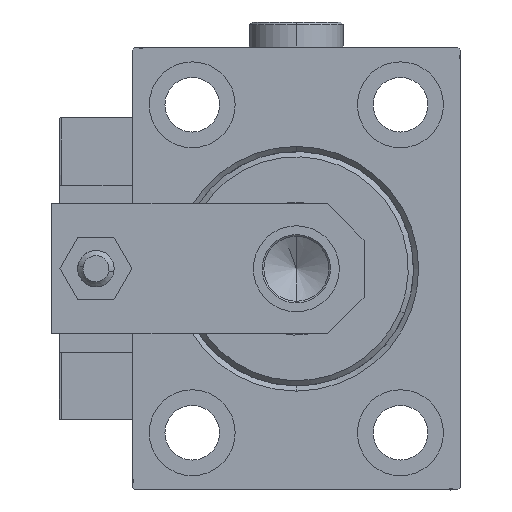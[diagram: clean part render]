
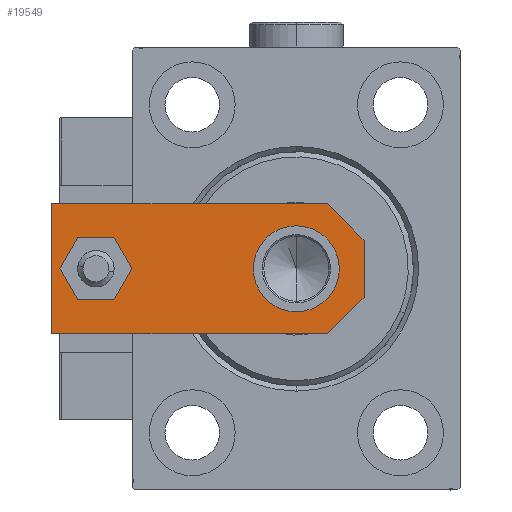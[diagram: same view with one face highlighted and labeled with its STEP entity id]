
A CAD part, left-side view. The second image highlights one B-rep face of the part: STEP entity #19549.
In plain terms, the highlighted face is planar.
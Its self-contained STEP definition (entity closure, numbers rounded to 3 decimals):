
#102 = CARTESIAN_POINT ( 'NONE',  ( 4., 51.5, 6. ) ) ;
#3237 = CIRCLE ( 'NONE', #44704, 8.25 ) ;
#4214 = LINE ( 'NONE', #47802, #15458 ) ;
#4551 = AXIS2_PLACEMENT_3D ( 'NONE', #7913, #19869, #8673 ) ;
#5288 = EDGE_CURVE ( 'NONE', #16000, #49565, #48928, .T. ) ;
#5294 = AXIS2_PLACEMENT_3D ( 'NONE', #39371, #11608, #43773 ) ;
#6170 = ORIENTED_EDGE ( 'NONE', *, *, #38935, .T. ) ;
#6313 = ORIENTED_EDGE ( 'NONE', *, *, #49777, .T. ) ;
#6395 = DIRECTION ( 'NONE',  ( -1., 0., 0. ) ) ;
#7094 = PLANE ( 'NONE',  #37040 ) ;
#7782 = CIRCLE ( 'NONE', #5294, 8.25 ) ;
#7913 = CARTESIAN_POINT ( 'NONE',  ( 0., 51.5, 6. ) ) ;
#7948 = CARTESIAN_POINT ( 'NONE',  ( -8.25, 13., 6. ) ) ;
#8138 = LINE ( 'NONE', #35918, #21271 ) ;
#8206 = VECTOR ( 'NONE', #13627, 1000. ) ;
#8265 = DIRECTION ( 'NONE',  ( 0., 0., 1. ) ) ;
#8673 = DIRECTION ( 'NONE',  ( 1., 0., 0. ) ) ;
#8882 = DIRECTION ( 'NONE',  ( 0., 0., 1. ) ) ;
#9384 = CARTESIAN_POINT ( 'NONE',  ( 0., 51.5, 6. ) ) ;
#9464 = DIRECTION ( 'NONE',  ( 0., 1., 0. ) ) ;
#9703 = FACE_BOUND ( 'NONE', #51101, .T. ) ;
#10404 = LINE ( 'NONE', #49604, #49619 ) ;
#10624 = CARTESIAN_POINT ( 'NONE',  ( 5.5, 0., 6. ) ) ;
#11608 = DIRECTION ( 'NONE',  ( 0., 0., 1. ) ) ;
#12269 = CARTESIAN_POINT ( 'NONE',  ( 12.5, 7., 6. ) ) ;
#13170 = CARTESIAN_POINT ( 'NONE',  ( 12.5, 60., 6. ) ) ;
#13381 = CARTESIAN_POINT ( 'NONE',  ( 12.5, 0., 6. ) ) ;
#13446 = VERTEX_POINT ( 'NONE', #7948 ) ;
#13627 = DIRECTION ( 'NONE',  ( 0.707, -0.707, 0. ) ) ;
#15458 = VECTOR ( 'NONE', #40036, 1000. ) ;
#16000 = VERTEX_POINT ( 'NONE', #12269 ) ;
#17465 = VERTEX_POINT ( 'NONE', #10624 ) ;
#18521 = CARTESIAN_POINT ( 'NONE',  ( 12.5, 60., 6. ) ) ;
#19549 = ADVANCED_FACE ( 'NONE', ( #45273, #36978, #9703 ), #7094, .T. ) ;
#19869 = DIRECTION ( 'NONE',  ( 0., 0., 1. ) ) ;
#20793 = EDGE_CURVE ( 'NONE', #38108, #34940, #29639, .T. ) ;
#20905 = CARTESIAN_POINT ( 'NONE',  ( -4., 51.5, 6. ) ) ;
#21227 = CARTESIAN_POINT ( 'NONE',  ( 0., 13., 6. ) ) ;
#21271 = VECTOR ( 'NONE', #23995, 1000. ) ;
#21285 = CARTESIAN_POINT ( 'NONE',  ( -5.5, 0., 6. ) ) ;
#22195 = AXIS2_PLACEMENT_3D ( 'NONE', #9384, #8882, #33279 ) ;
#22200 = LINE ( 'NONE', #29223, #8206 ) ;
#22604 = ORIENTED_EDGE ( 'NONE', *, *, #51371, .T. ) ;
#22973 = VECTOR ( 'NONE', #9464, 1000. ) ;
#23352 = CARTESIAN_POINT ( 'NONE',  ( 8.25, 13., 6. ) ) ;
#23439 = ORIENTED_EDGE ( 'NONE', *, *, #28031, .T. ) ;
#23995 = DIRECTION ( 'NONE',  ( 1., 0., 0. ) ) ;
#24119 = DIRECTION ( 'NONE',  ( 1., 0., 0. ) ) ;
#24453 = VERTEX_POINT ( 'NONE', #21285 ) ;
#25619 = ORIENTED_EDGE ( 'NONE', *, *, #42226, .F. ) ;
#26325 = EDGE_LOOP ( 'NONE', ( #41086, #23439, #22604, #6313, #31651, #6170 ) ) ;
#26700 = EDGE_CURVE ( 'NONE', #32314, #26740, #10404, .T. ) ;
#26740 = VERTEX_POINT ( 'NONE', #46990 ) ;
#27756 = EDGE_CURVE ( 'NONE', #43934, #13446, #3237, .T. ) ;
#28013 = ORIENTED_EDGE ( 'NONE', *, *, #27756, .F. ) ;
#28031 = EDGE_CURVE ( 'NONE', #26740, #24453, #22200, .T. ) ;
#29182 = VECTOR ( 'NONE', #6395, 1000. ) ;
#29223 = CARTESIAN_POINT ( 'NONE',  ( -2.75, -2.75, 6. ) ) ;
#29639 = CIRCLE ( 'NONE', #22195, 4. ) ;
#29886 = ORIENTED_EDGE ( 'NONE', *, *, #46842, .F. ) ;
#30418 = DIRECTION ( 'NONE',  ( 0., -1., 0. ) ) ;
#31651 = ORIENTED_EDGE ( 'NONE', *, *, #5288, .T. ) ;
#32314 = VERTEX_POINT ( 'NONE', #41137 ) ;
#33279 = DIRECTION ( 'NONE',  ( 1., 0., 0. ) ) ;
#34940 = VERTEX_POINT ( 'NONE', #20905 ) ;
#35918 = CARTESIAN_POINT ( 'NONE',  ( -12.5, 0., 6. ) ) ;
#36061 = CIRCLE ( 'NONE', #4551, 4. ) ;
#36978 = FACE_OUTER_BOUND ( 'NONE', #26325, .T. ) ;
#37039 = LINE ( 'NONE', #13170, #29182 ) ;
#37040 = AXIS2_PLACEMENT_3D ( 'NONE', #38268, #41885, #45782 ) ;
#38108 = VERTEX_POINT ( 'NONE', #102 ) ;
#38268 = CARTESIAN_POINT ( 'NONE',  ( 0., 0., 6. ) ) ;
#38935 = EDGE_CURVE ( 'NONE', #49565, #32314, #37039, .T. ) ;
#39371 = CARTESIAN_POINT ( 'NONE',  ( 0., 13., 6. ) ) ;
#40036 = DIRECTION ( 'NONE',  ( 0.707, 0.707, 0. ) ) ;
#40669 = EDGE_LOOP ( 'NONE', ( #29886, #42663 ) ) ;
#41086 = ORIENTED_EDGE ( 'NONE', *, *, #26700, .T. ) ;
#41137 = CARTESIAN_POINT ( 'NONE',  ( -12.5, 60., 6. ) ) ;
#41885 = DIRECTION ( 'NONE',  ( 0., 0., 1. ) ) ;
#42226 = EDGE_CURVE ( 'NONE', #13446, #43934, #7782, .T. ) ;
#42663 = ORIENTED_EDGE ( 'NONE', *, *, #20793, .F. ) ;
#43773 = DIRECTION ( 'NONE',  ( 1., 0., 0. ) ) ;
#43934 = VERTEX_POINT ( 'NONE', #23352 ) ;
#44704 = AXIS2_PLACEMENT_3D ( 'NONE', #21227, #8265, #24119 ) ;
#45273 = FACE_BOUND ( 'NONE', #40669, .T. ) ;
#45782 = DIRECTION ( 'NONE',  ( 1., 0., 0. ) ) ;
#46842 = EDGE_CURVE ( 'NONE', #34940, #38108, #36061, .T. ) ;
#46990 = CARTESIAN_POINT ( 'NONE',  ( -12.5, 7., 6. ) ) ;
#47802 = CARTESIAN_POINT ( 'NONE',  ( 2.75, -2.75, 6. ) ) ;
#48928 = LINE ( 'NONE', #13381, #22973 ) ;
#49565 = VERTEX_POINT ( 'NONE', #18521 ) ;
#49604 = CARTESIAN_POINT ( 'NONE',  ( -12.5, 60., 6. ) ) ;
#49619 = VECTOR ( 'NONE', #30418, 1000. ) ;
#49777 = EDGE_CURVE ( 'NONE', #17465, #16000, #4214, .T. ) ;
#51101 = EDGE_LOOP ( 'NONE', ( #25619, #28013 ) ) ;
#51371 = EDGE_CURVE ( 'NONE', #24453, #17465, #8138, .T. ) ;
